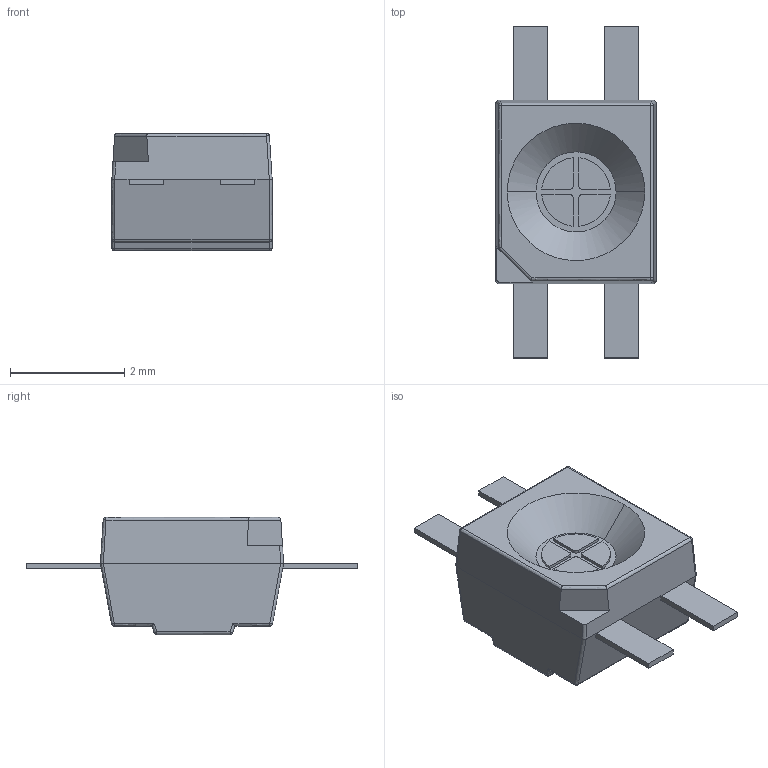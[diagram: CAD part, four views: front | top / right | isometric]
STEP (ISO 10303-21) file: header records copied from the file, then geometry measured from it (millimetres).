
FILE_DESCRIPTION(('FreeCAD Model'),'2;1');
FILE_NAME('Open CASCADE Shape Model','2021-05-28T05:47:21',('Author'),( ''),'Open CASCADE STEP processor 7.5','FreeCAD','Unknown');
FILE_SCHEMA(('AUTOMOTIVE_DESIGN { 1 0 10303 214 1 1 1 1 }'));
Length unit declared in the file: millimetre
Products named in the file (1): SMD
Bounding box: 2.8 x 5.8 x 2.05 mm (x, y, z)
Volume: 15.5 mm3; surface area: 50 mm2
Topology: 5 solids, 5 shells, 107 faces, 720 edges, 2066 vertices
Faces by surface type: bspline 107
Entity records: 9626 total; most frequent: CARTESIAN_POINT 4697, GEOMETRIC_CURVE_SET 481, ORIENTED_EDGE 480, TRIMMED_CURVE 480, B_SPLINE_CURVE_WITH_KNOTS 435, PRESENTATION_STYLE_ASSIGNMENT 258, SURFACE_STYLE_USAGE 258, SURFACE_SIDE_STYLE 258
